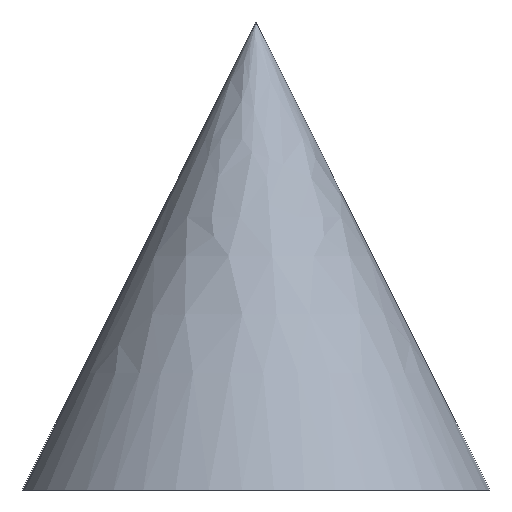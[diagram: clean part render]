
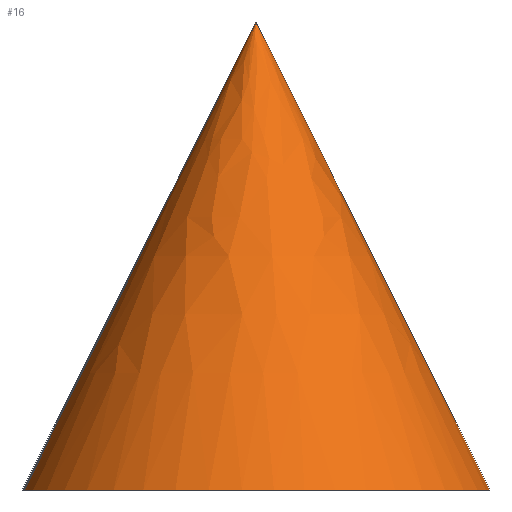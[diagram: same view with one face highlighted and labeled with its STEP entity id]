
A CAD part, left-side view. The second image highlights one B-rep face of the part: STEP entity #16.
In plain terms, the highlighted free-form (B-spline) face has degree [2, 1] with [5, 2] control points.
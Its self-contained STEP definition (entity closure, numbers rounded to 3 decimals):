
#16=ADVANCED_FACE('',(#19),#44,.T.);
#19=FACE_OUTER_BOUND('',#22,.T.);
#22=EDGE_LOOP('',(#28,#29,#30));
#28=ORIENTED_EDGE('',*,*,#31,.T.);
#29=ORIENTED_EDGE('',*,*,#32,.T.);
#30=ORIENTED_EDGE('',*,*,#33,.F.);
#31=EDGE_CURVE('',#39,#40,#37,.T.);
#32=EDGE_CURVE('',#40,#41,#35,.T.);
#33=EDGE_CURVE('',#39,#41,#38,.T.);
#35=(
BOUNDED_CURVE()
B_SPLINE_CURVE(2,(#167,#168,#169,#170,#171),.UNSPECIFIED.,.F.,.F.)
B_SPLINE_CURVE_WITH_KNOTS((3,2,3),(-2007.466,-1505.599,
-1003.733),.UNSPECIFIED.)
CURVE()
GEOMETRIC_REPRESENTATION_ITEM()
RATIONAL_B_SPLINE_CURVE((1.,0.707,1.,0.707,1.))
REPRESENTATION_ITEM('')
);
#37=B_SPLINE_CURVE_WITH_KNOTS('',1,(#165,#166),.UNSPECIFIED.,.F.,.F.,(2,
2),(0.,639.63),.UNSPECIFIED.);
#38=B_SPLINE_CURVE_WITH_KNOTS('',1,(#172,#173),.UNSPECIFIED.,.F.,.F.,(2,
2),(0.,639.63),.UNSPECIFIED.);
#39=VERTEX_POINT('',#162);
#40=VERTEX_POINT('',#163);
#41=VERTEX_POINT('',#164);
#44=(
BOUNDED_SURFACE()
B_SPLINE_SURFACE(2,1,((#152,#153),(#154,#155),(#156,#157),(#158,#159),(#160,
#161)),.UNSPECIFIED.,.F.,.F.,.F.)
B_SPLINE_SURFACE_WITH_KNOTS((3,2,3),(2,2),(1003.733,1505.599,
2007.466),(0.,639.63),.UNSPECIFIED.)
GEOMETRIC_REPRESENTATION_ITEM()
RATIONAL_B_SPLINE_SURFACE(((1.,1.),(0.707,0.707),
(1.,1.),(0.707,0.707),(1.,1.)))
REPRESENTATION_ITEM('')
SURFACE()
);
#152=CARTESIAN_POINT('',(344.637,-509.27,639.63));
#153=CARTESIAN_POINT('',(389.447,-825.611,0.));
#154=CARTESIAN_POINT('',(344.637,-509.27,639.63));
#155=CARTESIAN_POINT('',(73.106,-870.42,0.));
#156=CARTESIAN_POINT('',(344.637,-509.27,639.63));
#157=CARTESIAN_POINT('',(28.297,-554.08,0.));
#158=CARTESIAN_POINT('',(344.637,-509.27,639.63));
#159=CARTESIAN_POINT('',(-16.513,-237.74,0.));
#160=CARTESIAN_POINT('',(344.637,-509.27,639.63));
#161=CARTESIAN_POINT('',(299.828,-192.93,0.));
#162=CARTESIAN_POINT('',(344.637,-509.27,639.63));
#163=CARTESIAN_POINT('',(299.828,-192.93,0.));
#164=CARTESIAN_POINT('',(389.447,-825.611,0.));
#165=CARTESIAN_POINT('',(344.637,-509.27,639.63));
#166=CARTESIAN_POINT('',(299.828,-192.93,0.));
#167=CARTESIAN_POINT('',(299.828,-192.93,0.));
#168=CARTESIAN_POINT('',(-16.513,-237.74,0.));
#169=CARTESIAN_POINT('',(28.297,-554.08,0.));
#170=CARTESIAN_POINT('',(73.106,-870.42,0.));
#171=CARTESIAN_POINT('',(389.447,-825.611,0.));
#172=CARTESIAN_POINT('',(344.637,-509.27,639.63));
#173=CARTESIAN_POINT('',(389.447,-825.611,0.));
